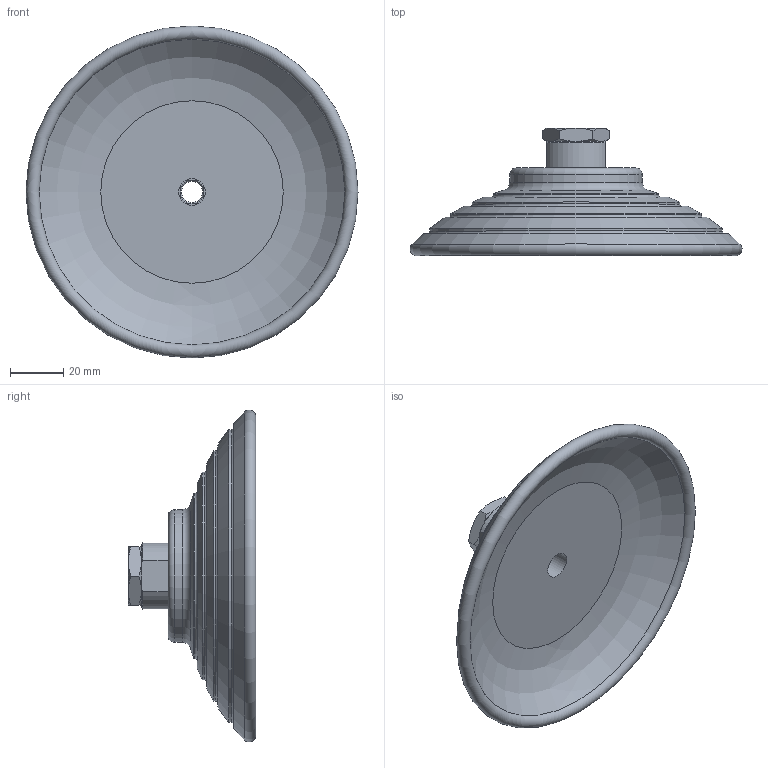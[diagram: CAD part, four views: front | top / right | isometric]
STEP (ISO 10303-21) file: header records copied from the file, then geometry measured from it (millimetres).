
FILE_DESCRIPTION(/* description */ ('STEP AP214'),/* implementation_level */ '2;1');
FILE_NAME(/* name */ '8073822_OGVM-125-S-N-G14F',/* time_stamp */ '2024-09-13T10:23:38+02:00',/* author */ ('License CC BY-ND 4.0'),/* organization */ ('CADENAS'),/* preprocessor_version */ 'ST-DEVELOPER v19.3',/* originating_system */ 'PARTsolutions',/* authorisation */ ' ');
FILE_SCHEMA (('AUTOMOTIVE_DESIGN {1 0 10303 214 3 1 1}'));
Length unit declared in the file: millimetre
Products named in the file (1): 8073822 OGVM-125-S-N-G14F---(high)
Bounding box: 124.99 x 48 x 124.99 mm (x, y, z)
Volume: 115213.2 mm3; surface area: 32847.7 mm2
Topology: 1 solids, 1 shells, 58 faces, 119 edges, 70 vertices
Faces by surface type: plane 19, cone 16, torus 13, cylinder 10
Full cylindrical faces by diameter (mm): 8 x1, 10 x1, 11.445 x1, 50 x1, 62.2 x1, 78.2 x1, 94.2 x1, 110.2 x1
Entity records: 1448 total; most frequent: CARTESIAN_POINT 307, DIRECTION 236, ORIENTED_EDGE 190, AXIS2_PLACEMENT_3D 110, EDGE_CURVE 95, EDGE_LOOP 90, FACE_BOUND 90, VERTEX_POINT 69
